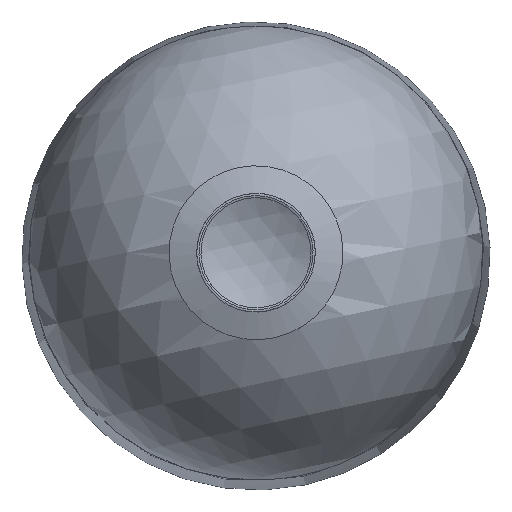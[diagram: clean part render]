
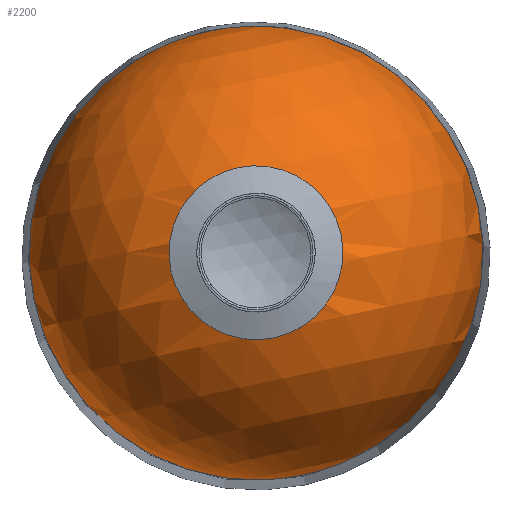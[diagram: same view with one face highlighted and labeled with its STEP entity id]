
A CAD part, top view. The second image highlights one B-rep face of the part: STEP entity #2200.
In plain terms, the highlighted spherical face has radius 49.708 mm.
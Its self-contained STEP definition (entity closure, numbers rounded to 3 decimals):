
#101=SPHERICAL_SURFACE('',#11883,49.708);
#779=FACE_BOUND('',#3591,.T.);
#780=FACE_BOUND('',#3592,.T.);
#1613=CIRCLE('',#11879,12.98);
#1615=CIRCLE('',#11882,49.708);
#2200=ADVANCED_FACE('',(#779,#780),#101,.T.);
#3591=EDGE_LOOP('',(#6627));
#3592=EDGE_LOOP('',(#6628));
#6627=ORIENTED_EDGE('',*,*,#9198,.T.);
#6628=ORIENTED_EDGE('',*,*,#9196,.F.);
#7678=VERTEX_POINT('',#36645);
#7680=VERTEX_POINT('',#36650);
#9196=EDGE_CURVE('',#7678,#7678,#1613,.T.);
#9198=EDGE_CURVE('',#7680,#7680,#1615,.T.);
#11879=AXIS2_PLACEMENT_3D('',#36644,#14761,#14762);
#11882=AXIS2_PLACEMENT_3D('',#36649,#14767,#14768);
#11883=AXIS2_PLACEMENT_3D('',#36651,#14769,#14770);
#14761=DIRECTION('',(0.,0.,1.));
#14762=DIRECTION('',(-0.978,-0.21,0.));
#14767=DIRECTION('',(0.,0.,1.));
#14768=DIRECTION('',(0.21,-0.978,0.));
#14769=DIRECTION('',(-0.21,0.978,0.));
#14770=DIRECTION('',(0.,0.,-1.));
#36644=CARTESIAN_POINT('',(0.,0.,202.186));
#36645=CARTESIAN_POINT('',(-12.692,-2.72,202.186));
#36649=CARTESIAN_POINT('',(0.,0.,154.419));
#36650=CARTESIAN_POINT('',(10.416,-48.604,154.419));
#36651=CARTESIAN_POINT('',(0.,0.,154.202));
